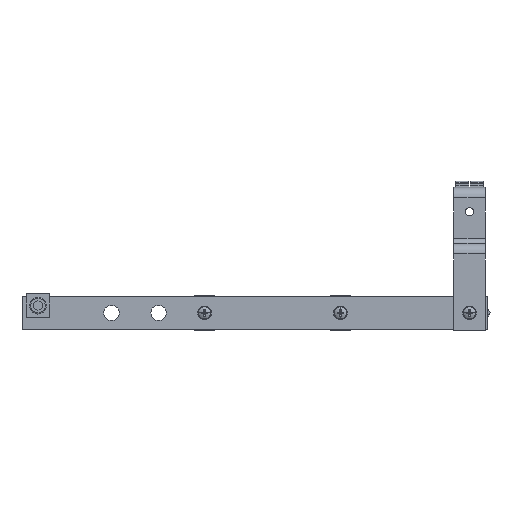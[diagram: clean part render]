
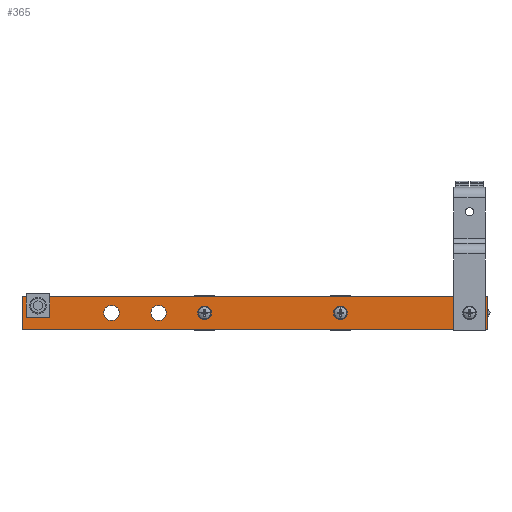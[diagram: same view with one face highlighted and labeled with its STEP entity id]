
A CAD part, front view. The second image highlights one B-rep face of the part: STEP entity #365.
In plain terms, the highlighted planar face has unit normal (0, -1, 0).
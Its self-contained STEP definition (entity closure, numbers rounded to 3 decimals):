
#72 = DIRECTION ( 'NONE',  ( 0., -1., 0. ) ) ;
#113 = CIRCLE ( 'NONE', #7666, 5. ) ;
#161 = VERTEX_POINT ( 'NONE', #2118 ) ;
#169 = EDGE_LOOP ( 'NONE', ( #2291, #4489 ) ) ;
#175 = AXIS2_PLACEMENT_3D ( 'NONE', #5371, #6619, #3316 ) ;
#211 = CARTESIAN_POINT ( 'NONE',  ( -135.4, -3.2, 0. ) ) ;
#237 = VERTEX_POINT ( 'NONE', #7124 ) ;
#262 = EDGE_CURVE ( 'NONE', #7152, #1401, #639, .T. ) ;
#264 = ORIENTED_EDGE ( 'NONE', *, *, #1143, .F. ) ;
#333 = AXIS2_PLACEMENT_3D ( 'NONE', #211, #865, #4077 ) ;
#362 = VERTEX_POINT ( 'NONE', #3942 ) ;
#365 = ADVANCED_FACE ( 'NONE', ( #3461, #532, #1355, #1554, #7091, #4584, #5503 ), #819, .F. ) ;
#416 = CARTESIAN_POINT ( 'NONE',  ( 220., -3.2, -15.75 ) ) ;
#450 = EDGE_CURVE ( 'NONE', #3164, #868, #4472, .T. ) ;
#485 = DIRECTION ( 'NONE',  ( 0., -1., 0. ) ) ;
#532 = FACE_BOUND ( 'NONE', #169, .T. ) ;
#611 = AXIS2_PLACEMENT_3D ( 'NONE', #6599, #3324, #1442 ) ;
#639 = CIRCLE ( 'NONE', #8118, 5. ) ;
#716 = ORIENTED_EDGE ( 'NONE', *, *, #5925, .F. ) ;
#781 = VERTEX_POINT ( 'NONE', #7690 ) ;
#819 = PLANE ( 'NONE',  #611 ) ;
#865 = DIRECTION ( 'NONE',  ( 0., -1., 0. ) ) ;
#868 = VERTEX_POINT ( 'NONE', #3273 ) ;
#873 = DIRECTION ( 'NONE',  ( 0., 0., -1. ) ) ;
#994 = DIRECTION ( 'NONE',  ( 0., 0., -1. ) ) ;
#1119 = CIRCLE ( 'NONE', #333, 7.25 ) ;
#1143 = EDGE_CURVE ( 'NONE', #161, #7084, #5393, .T. ) ;
#1190 = DIRECTION ( 'NONE',  ( 0., -1., 0. ) ) ;
#1211 = CARTESIAN_POINT ( 'NONE',  ( -47.45, -3.2, 0. ) ) ;
#1250 = CARTESIAN_POINT ( 'NONE',  ( -47.45, -3.2, 4. ) ) ;
#1264 = EDGE_CURVE ( 'NONE', #781, #2179, #3744, .T. ) ;
#1297 = DIRECTION ( 'NONE',  ( 0., -1., 0. ) ) ;
#1355 = FACE_BOUND ( 'NONE', #7780, .T. ) ;
#1401 = VERTEX_POINT ( 'NONE', #5762 ) ;
#1424 = VERTEX_POINT ( 'NONE', #7761 ) ;
#1433 = EDGE_CURVE ( 'NONE', #2955, #5755, #7887, .T. ) ;
#1442 = DIRECTION ( 'NONE',  ( 0., 0., 1. ) ) ;
#1491 = EDGE_CURVE ( 'NONE', #6967, #5108, #3736, .T. ) ;
#1554 = FACE_BOUND ( 'NONE', #4831, .T. ) ;
#1599 = AXIS2_PLACEMENT_3D ( 'NONE', #5087, #1190, #3804 ) ;
#1697 = CARTESIAN_POINT ( 'NONE',  ( 220., -3.2, 15.75 ) ) ;
#1716 = EDGE_CURVE ( 'NONE', #868, #3164, #6088, .T. ) ;
#1775 = DIRECTION ( 'NONE',  ( 0., 0., -1. ) ) ;
#1870 = DIRECTION ( 'NONE',  ( 0., 0., -1. ) ) ;
#1958 = EDGE_CURVE ( 'NONE', #5755, #2955, #1119, .T. ) ;
#2118 = CARTESIAN_POINT ( 'NONE',  ( 220., -3.2, 15.75 ) ) ;
#2179 = VERTEX_POINT ( 'NONE', #1250 ) ;
#2291 = ORIENTED_EDGE ( 'NONE', *, *, #1264, .F. ) ;
#2456 = DIRECTION ( 'NONE',  ( -1., 0., 0. ) ) ;
#2577 = EDGE_CURVE ( 'NONE', #3669, #362, #6567, .T. ) ;
#2592 = DIRECTION ( 'NONE',  ( 0., 0., 1. ) ) ;
#2664 = AXIS2_PLACEMENT_3D ( 'NONE', #8056, #4169, #873 ) ;
#2729 = EDGE_CURVE ( 'NONE', #1401, #7152, #113, .T. ) ;
#2751 = VECTOR ( 'NONE', #994, 1000. ) ;
#2886 = DIRECTION ( 'NONE',  ( 0., 0., -1. ) ) ;
#2914 = CARTESIAN_POINT ( 'NONE',  ( 81., -3.2, 0. ) ) ;
#2955 = VERTEX_POINT ( 'NONE', #5903 ) ;
#2991 = DIRECTION ( 'NONE',  ( 0., 0., -1. ) ) ;
#3028 = CARTESIAN_POINT ( 'NONE',  ( 81., -3.2, 4. ) ) ;
#3164 = VERTEX_POINT ( 'NONE', #3028 ) ;
#3201 = CARTESIAN_POINT ( 'NONE',  ( -204.9, -3.2, 6.95 ) ) ;
#3273 = CARTESIAN_POINT ( 'NONE',  ( 81., -3.2, -4. ) ) ;
#3281 = ORIENTED_EDGE ( 'NONE', *, *, #262, .F. ) ;
#3286 = CARTESIAN_POINT ( 'NONE',  ( 203., -3.2, -4. ) ) ;
#3316 = DIRECTION ( 'NONE',  ( 0., 0., -1. ) ) ;
#3324 = DIRECTION ( 'NONE',  ( 0., 1., 0. ) ) ;
#3461 = FACE_BOUND ( 'NONE', #4129, .T. ) ;
#3492 = ORIENTED_EDGE ( 'NONE', *, *, #8292, .F. ) ;
#3516 = CARTESIAN_POINT ( 'NONE',  ( -90.9, -3.2, -7.25 ) ) ;
#3669 = VERTEX_POINT ( 'NONE', #3286 ) ;
#3736 = CIRCLE ( 'NONE', #6671, 7.25 ) ;
#3744 = CIRCLE ( 'NONE', #4194, 4. ) ;
#3783 = EDGE_LOOP ( 'NONE', ( #6623, #3281 ) ) ;
#3792 = AXIS2_PLACEMENT_3D ( 'NONE', #7295, #7984, #6706 ) ;
#3804 = DIRECTION ( 'NONE',  ( 0., 0., -1. ) ) ;
#3925 = CARTESIAN_POINT ( 'NONE',  ( -90.9, -3.2, 0. ) ) ;
#3942 = CARTESIAN_POINT ( 'NONE',  ( 203., -3.2, 4. ) ) ;
#4029 = LINE ( 'NONE', #4437, #5355 ) ;
#4030 = LINE ( 'NONE', #7630, #4318 ) ;
#4077 = DIRECTION ( 'NONE',  ( 0., 0., -1. ) ) ;
#4129 = EDGE_LOOP ( 'NONE', ( #8211, #4254 ) ) ;
#4169 = DIRECTION ( 'NONE',  ( 0., -1., 0. ) ) ;
#4194 = AXIS2_PLACEMENT_3D ( 'NONE', #1211, #485, #1775 ) ;
#4223 = DIRECTION ( 'NONE',  ( 0., 0., -1. ) ) ;
#4254 = ORIENTED_EDGE ( 'NONE', *, *, #450, .F. ) ;
#4305 = ORIENTED_EDGE ( 'NONE', *, *, #6034, .F. ) ;
#4318 = VECTOR ( 'NONE', #2592, 1000. ) ;
#4325 = ORIENTED_EDGE ( 'NONE', *, *, #1491, .F. ) ;
#4437 = CARTESIAN_POINT ( 'NONE',  ( 220., -3.2, -15.75 ) ) ;
#4443 = EDGE_CURVE ( 'NONE', #7084, #237, #4029, .T. ) ;
#4472 = CIRCLE ( 'NONE', #2664, 4. ) ;
#4489 = ORIENTED_EDGE ( 'NONE', *, *, #6950, .F. ) ;
#4583 = DIRECTION ( 'NONE',  ( 0., 0., -1. ) ) ;
#4584 = FACE_BOUND ( 'NONE', #5424, .T. ) ;
#4650 = ORIENTED_EDGE ( 'NONE', *, *, #1958, .F. ) ;
#4831 = EDGE_LOOP ( 'NONE', ( #7313, #4650 ) ) ;
#5087 = CARTESIAN_POINT ( 'NONE',  ( -135.4, -3.2, 0. ) ) ;
#5108 = VERTEX_POINT ( 'NONE', #8017 ) ;
#5146 = DIRECTION ( 'NONE',  ( 1., 0., 0. ) ) ;
#5193 = AXIS2_PLACEMENT_3D ( 'NONE', #7852, #8079, #2886 ) ;
#5212 = AXIS2_PLACEMENT_3D ( 'NONE', #5624, #8240, #2991 ) ;
#5355 = VECTOR ( 'NONE', #2456, 1000. ) ;
#5371 = CARTESIAN_POINT ( 'NONE',  ( 203., -3.2, 0. ) ) ;
#5393 = LINE ( 'NONE', #1697, #2751 ) ;
#5394 = EDGE_CURVE ( 'NONE', #237, #1424, #4030, .T. ) ;
#5424 = EDGE_LOOP ( 'NONE', ( #5638, #3492 ) ) ;
#5503 = FACE_OUTER_BOUND ( 'NONE', #7925, .T. ) ;
#5624 = CARTESIAN_POINT ( 'NONE',  ( -90.9, -3.2, 0. ) ) ;
#5638 = ORIENTED_EDGE ( 'NONE', *, *, #2577, .F. ) ;
#5755 = VERTEX_POINT ( 'NONE', #7534 ) ;
#5762 = CARTESIAN_POINT ( 'NONE',  ( -204.9, -3.2, 1.95 ) ) ;
#5777 = CARTESIAN_POINT ( 'NONE',  ( -204.9, -3.2, 6.95 ) ) ;
#5801 = DIRECTION ( 'NONE',  ( 0., -1., 0. ) ) ;
#5903 = CARTESIAN_POINT ( 'NONE',  ( -135.4, -3.2, -7.25 ) ) ;
#5925 = EDGE_CURVE ( 'NONE', #5108, #6967, #6429, .T. ) ;
#6034 = EDGE_CURVE ( 'NONE', #1424, #161, #7839, .T. ) ;
#6088 = CIRCLE ( 'NONE', #7527, 4. ) ;
#6118 = DIRECTION ( 'NONE',  ( 0., -1., 0. ) ) ;
#6368 = CARTESIAN_POINT ( 'NONE',  ( -204.9, -3.2, 11.95 ) ) ;
#6429 = CIRCLE ( 'NONE', #5212, 7.25 ) ;
#6567 = CIRCLE ( 'NONE', #175, 4. ) ;
#6599 = CARTESIAN_POINT ( 'NONE',  ( 0., -3.2, 0. ) ) ;
#6619 = DIRECTION ( 'NONE',  ( 0., -1., 0. ) ) ;
#6623 = ORIENTED_EDGE ( 'NONE', *, *, #2729, .F. ) ;
#6671 = AXIS2_PLACEMENT_3D ( 'NONE', #3925, #72, #4583 ) ;
#6706 = DIRECTION ( 'NONE',  ( 0., 0., -1. ) ) ;
#6731 = VECTOR ( 'NONE', #5146, 1000. ) ;
#6819 = CIRCLE ( 'NONE', #3792, 4. ) ;
#6950 = EDGE_CURVE ( 'NONE', #2179, #781, #6819, .T. ) ;
#6967 = VERTEX_POINT ( 'NONE', #3516 ) ;
#7084 = VERTEX_POINT ( 'NONE', #416 ) ;
#7091 = FACE_BOUND ( 'NONE', #3783, .T. ) ;
#7124 = CARTESIAN_POINT ( 'NONE',  ( -220., -3.2, -15.75 ) ) ;
#7152 = VERTEX_POINT ( 'NONE', #6368 ) ;
#7261 = ORIENTED_EDGE ( 'NONE', *, *, #4443, .F. ) ;
#7295 = CARTESIAN_POINT ( 'NONE',  ( -47.45, -3.2, 0. ) ) ;
#7313 = ORIENTED_EDGE ( 'NONE', *, *, #1433, .F. ) ;
#7527 = AXIS2_PLACEMENT_3D ( 'NONE', #2914, #6118, #4223 ) ;
#7534 = CARTESIAN_POINT ( 'NONE',  ( -135.4, -3.2, 7.25 ) ) ;
#7613 = CARTESIAN_POINT ( 'NONE',  ( 220., -3.2, 15.75 ) ) ;
#7630 = CARTESIAN_POINT ( 'NONE',  ( -220., -3.2, 15.75 ) ) ;
#7666 = AXIS2_PLACEMENT_3D ( 'NONE', #3201, #5801, #7703 ) ;
#7690 = CARTESIAN_POINT ( 'NONE',  ( -47.45, -3.2, -4. ) ) ;
#7703 = DIRECTION ( 'NONE',  ( 0., 0., -1. ) ) ;
#7761 = CARTESIAN_POINT ( 'NONE',  ( -220., -3.2, 15.75 ) ) ;
#7780 = EDGE_LOOP ( 'NONE', ( #4325, #716 ) ) ;
#7839 = LINE ( 'NONE', #7613, #6731 ) ;
#7852 = CARTESIAN_POINT ( 'NONE',  ( 203., -3.2, 0. ) ) ;
#7887 = CIRCLE ( 'NONE', #1599, 7.25 ) ;
#7925 = EDGE_LOOP ( 'NONE', ( #8302, #7261, #264, #4305 ) ) ;
#7984 = DIRECTION ( 'NONE',  ( 0., -1., 0. ) ) ;
#8017 = CARTESIAN_POINT ( 'NONE',  ( -90.9, -3.2, 7.25 ) ) ;
#8056 = CARTESIAN_POINT ( 'NONE',  ( 81., -3.2, 0. ) ) ;
#8079 = DIRECTION ( 'NONE',  ( 0., -1., 0. ) ) ;
#8118 = AXIS2_PLACEMENT_3D ( 'NONE', #5777, #1297, #1870 ) ;
#8120 = CIRCLE ( 'NONE', #5193, 4. ) ;
#8211 = ORIENTED_EDGE ( 'NONE', *, *, #1716, .F. ) ;
#8240 = DIRECTION ( 'NONE',  ( 0., -1., 0. ) ) ;
#8292 = EDGE_CURVE ( 'NONE', #362, #3669, #8120, .T. ) ;
#8302 = ORIENTED_EDGE ( 'NONE', *, *, #5394, .F. ) ;
